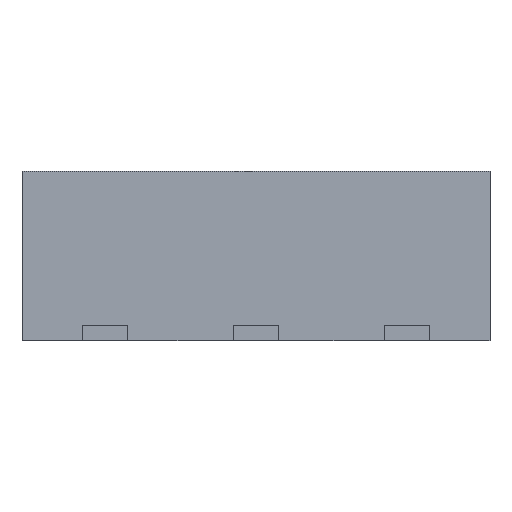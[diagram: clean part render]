
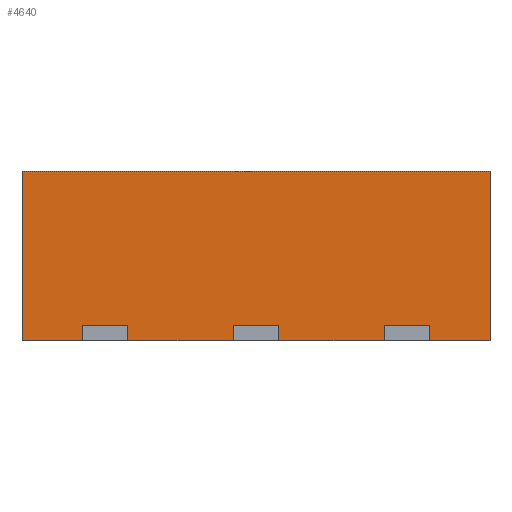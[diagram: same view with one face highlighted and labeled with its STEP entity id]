
A CAD part, left-side view. The second image highlights one B-rep face of the part: STEP entity #4640.
In plain terms, the highlighted planar face has unit normal (-1, 0, 0).
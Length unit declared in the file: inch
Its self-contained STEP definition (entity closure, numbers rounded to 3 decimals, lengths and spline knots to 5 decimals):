
#617=FACE_OUTER_BOUND('',#861,.T.);
#861=EDGE_LOOP('',(#4039,#4040,#4041,#4042,#4043,#4044,#4045,#4046,#4047,
#4048,#4049,#4050,#4051,#4052,#4053,#4054));
#1257=LINE('',#8538,#1715);
#1261=LINE('',#8546,#1719);
#1266=LINE('',#8556,#1724);
#1268=LINE('',#8560,#1726);
#1272=LINE('',#8568,#1730);
#1276=LINE('',#8576,#1734);
#1292=LINE('',#8607,#1750);
#1309=LINE('',#8642,#1767);
#1312=LINE('',#8648,#1770);
#1315=LINE('',#8653,#1773);
#1328=LINE('',#8680,#1786);
#1333=LINE('',#8690,#1791);
#1335=LINE('',#8693,#1793);
#1336=LINE('',#8696,#1794);
#1337=LINE('',#8698,#1795);
#1338=LINE('',#8699,#1796);
#1715=VECTOR('',#5396,0.3937);
#1719=VECTOR('',#5402,0.3937);
#1724=VECTOR('',#5411,0.3937);
#1726=VECTOR('',#5415,0.3937);
#1730=VECTOR('',#5419,0.3937);
#1734=VECTOR('',#5423,0.3937);
#1750=VECTOR('',#5439,0.3937);
#1767=VECTOR('',#5474,0.3937);
#1770=VECTOR('',#5479,0.3937);
#1773=VECTOR('',#5484,0.3937);
#1786=VECTOR('',#5511,0.3937);
#1791=VECTOR('',#5520,0.3937);
#1793=VECTOR('',#5524,0.3937);
#1794=VECTOR('',#5527,0.3937);
#1795=VECTOR('',#5528,0.3937);
#1796=VECTOR('',#5529,0.3937);
#2191=VERTEX_POINT('',#8536);
#2192=VERTEX_POINT('',#8537);
#2195=VERTEX_POINT('',#8545);
#2198=VERTEX_POINT('',#8555);
#2199=VERTEX_POINT('',#8559);
#2202=VERTEX_POINT('',#8565);
#2203=VERTEX_POINT('',#8567);
#2206=VERTEX_POINT('',#8573);
#2207=VERTEX_POINT('',#8575);
#2222=VERTEX_POINT('',#8605);
#2231=VERTEX_POINT('',#8641);
#2233=VERTEX_POINT('',#8647);
#2241=VERTEX_POINT('',#8679);
#2244=VERTEX_POINT('',#8689);
#2245=VERTEX_POINT('',#8695);
#2246=VERTEX_POINT('',#8697);
#2835=EDGE_CURVE('',#2191,#2192,#1257,.T.);
#2839=EDGE_CURVE('',#2195,#2191,#1261,.T.);
#2844=EDGE_CURVE('',#2192,#2198,#1266,.T.);
#2846=EDGE_CURVE('',#2195,#2199,#1268,.T.);
#2850=EDGE_CURVE('',#2202,#2203,#1272,.T.);
#2854=EDGE_CURVE('',#2206,#2207,#1276,.T.);
#2870=EDGE_CURVE('',#2222,#2198,#1292,.T.);
#2887=EDGE_CURVE('',#2231,#2199,#1309,.T.);
#2890=EDGE_CURVE('',#2233,#2231,#1312,.T.);
#2893=EDGE_CURVE('',#2202,#2233,#1315,.T.);
#2906=EDGE_CURVE('',#2241,#2203,#1328,.T.);
#2911=EDGE_CURVE('',#2206,#2244,#1333,.T.);
#2913=EDGE_CURVE('',#2244,#2241,#1335,.T.);
#2914=EDGE_CURVE('',#2222,#2245,#1336,.T.);
#2915=EDGE_CURVE('',#2246,#2245,#1337,.T.);
#2916=EDGE_CURVE('',#2207,#2246,#1338,.T.);
#4039=ORIENTED_EDGE('',*,*,#2844,.T.);
#4040=ORIENTED_EDGE('',*,*,#2870,.F.);
#4041=ORIENTED_EDGE('',*,*,#2914,.T.);
#4042=ORIENTED_EDGE('',*,*,#2915,.F.);
#4043=ORIENTED_EDGE('',*,*,#2916,.F.);
#4044=ORIENTED_EDGE('',*,*,#2854,.F.);
#4045=ORIENTED_EDGE('',*,*,#2911,.T.);
#4046=ORIENTED_EDGE('',*,*,#2913,.T.);
#4047=ORIENTED_EDGE('',*,*,#2906,.T.);
#4048=ORIENTED_EDGE('',*,*,#2850,.F.);
#4049=ORIENTED_EDGE('',*,*,#2893,.T.);
#4050=ORIENTED_EDGE('',*,*,#2890,.T.);
#4051=ORIENTED_EDGE('',*,*,#2887,.T.);
#4052=ORIENTED_EDGE('',*,*,#2846,.F.);
#4053=ORIENTED_EDGE('',*,*,#2839,.T.);
#4054=ORIENTED_EDGE('',*,*,#2835,.T.);
#4396=PLANE('',#4794);
#4640=ADVANCED_FACE('',(#617),#4396,.T.);
#4794=AXIS2_PLACEMENT_3D('',#8694,#5525,#5526);
#5396=DIRECTION('',(0.,-1.,0.));
#5402=DIRECTION('',(0.,0.,1.));
#5411=DIRECTION('',(0.,0.,-1.));
#5415=DIRECTION('',(0.,1.,0.));
#5419=DIRECTION('',(0.,1.,0.));
#5423=DIRECTION('',(0.,1.,0.));
#5439=DIRECTION('',(0.,1.,0.));
#5474=DIRECTION('',(0.,0.,-1.));
#5479=DIRECTION('',(0.,-1.,0.));
#5484=DIRECTION('',(0.,0.,1.));
#5511=DIRECTION('',(0.,0.,-1.));
#5520=DIRECTION('',(0.,0.,1.));
#5524=DIRECTION('',(0.,-1.,0.));
#5525=DIRECTION('center_axis',(-1.,0.,0.));
#5526=DIRECTION('ref_axis',(0.,-1.,0.));
#5527=DIRECTION('',(0.,0.,1.));
#5528=DIRECTION('',(0.,-1.,0.));
#5529=DIRECTION('',(0.,0.,1.));
#8536=CARTESIAN_POINT('',(-0.22,0.07,0.01));
#8537=CARTESIAN_POINT('',(-0.22,0.04,0.01));
#8538=CARTESIAN_POINT('',(-0.22,0.1825,0.01));
#8545=CARTESIAN_POINT('',(-0.22,0.07,0.));
#8546=CARTESIAN_POINT('',(-0.22,0.07,0.));
#8555=CARTESIAN_POINT('',(-0.22,0.04,0.));
#8556=CARTESIAN_POINT('',(-0.22,0.04,0.));
#8559=CARTESIAN_POINT('',(-0.22,0.14,0.));
#8560=CARTESIAN_POINT('',(-0.22,0.,0.));
#8565=CARTESIAN_POINT('',(-0.22,0.17,0.));
#8567=CARTESIAN_POINT('',(-0.22,0.24,0.));
#8568=CARTESIAN_POINT('',(-0.22,0.,0.));
#8573=CARTESIAN_POINT('',(-0.22,0.27,0.));
#8575=CARTESIAN_POINT('',(-0.22,0.31,0.));
#8576=CARTESIAN_POINT('',(-0.22,0.,0.));
#8605=CARTESIAN_POINT('',(-0.22,0.,0.));
#8607=CARTESIAN_POINT('',(-0.22,0.,0.));
#8641=CARTESIAN_POINT('',(-0.22,0.14,0.01));
#8642=CARTESIAN_POINT('',(-0.22,0.14,0.));
#8647=CARTESIAN_POINT('',(-0.22,0.17,0.01));
#8648=CARTESIAN_POINT('',(-0.22,0.2325,0.01));
#8653=CARTESIAN_POINT('',(-0.22,0.17,0.));
#8679=CARTESIAN_POINT('',(-0.22,0.24,0.01));
#8680=CARTESIAN_POINT('',(-0.22,0.24,0.));
#8689=CARTESIAN_POINT('',(-0.22,0.27,0.01));
#8690=CARTESIAN_POINT('',(-0.22,0.27,0.));
#8693=CARTESIAN_POINT('',(-0.22,0.2825,0.01));
#8694=CARTESIAN_POINT('Origin',(-0.22,0.31,0.));
#8695=CARTESIAN_POINT('',(-0.22,0.,0.112));
#8696=CARTESIAN_POINT('',(-0.22,0.,0.));
#8697=CARTESIAN_POINT('',(-0.22,0.31,0.112));
#8698=CARTESIAN_POINT('',(-0.22,0.,0.112));
#8699=CARTESIAN_POINT('',(-0.22,0.31,0.));
